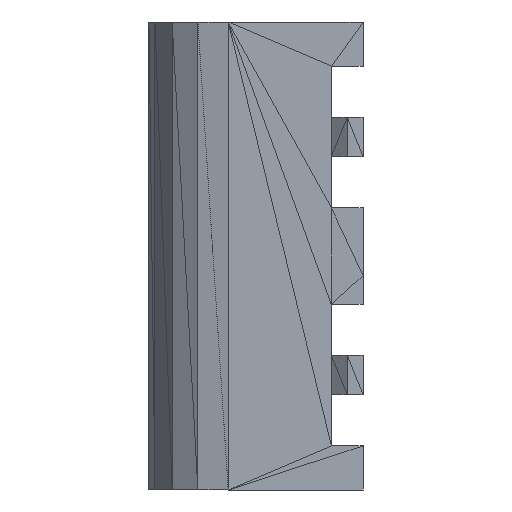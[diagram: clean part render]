
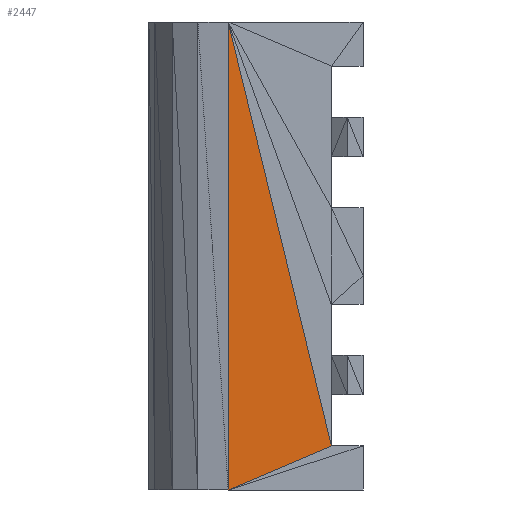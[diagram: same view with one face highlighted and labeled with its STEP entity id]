
A CAD part, left-side view. The second image highlights one B-rep face of the part: STEP entity #2447.
In plain terms, the highlighted planar face has unit normal (-1, 0, 0).
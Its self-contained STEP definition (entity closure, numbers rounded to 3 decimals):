
#2105 = VERTEX_POINT('',#2106);
#2106 = CARTESIAN_POINT('',(-1.457,0.669,
    -1.161));
#2337 = VERTEX_POINT('',#2338);
#2338 = CARTESIAN_POINT('',(-1.457,0.669,
    1.161));
#2428 = EDGE_CURVE('',#2429,#2105,#2431,.T.);
#2429 = VERTEX_POINT('',#2430);
#2430 = CARTESIAN_POINT('',(-1.457,0.157,
    -0.942));
#2431 = LINE('',#2432,#2433);
#2432 = CARTESIAN_POINT('',(-1.457,0.157,
    -0.942));
#2433 = VECTOR('',#2434,1.);
#2434 = DIRECTION('',(0.,0.919,-0.393));
#2447 = ADVANCED_FACE('',(#2448),#2463,.T.);
#2448 = FACE_BOUND('',#2449,.T.);
#2449 = EDGE_LOOP('',(#2450,#2456,#2457));
#2450 = ORIENTED_EDGE('',*,*,#2451,.T.);
#2451 = EDGE_CURVE('',#2337,#2105,#2452,.T.);
#2452 = LINE('',#2453,#2454);
#2453 = CARTESIAN_POINT('',(-1.457,0.669,
    1.161));
#2454 = VECTOR('',#2455,1.);
#2455 = DIRECTION('',(0.,0.,-1.));
#2456 = ORIENTED_EDGE('',*,*,#2428,.F.);
#2457 = ORIENTED_EDGE('',*,*,#2458,.T.);
#2458 = EDGE_CURVE('',#2429,#2337,#2459,.T.);
#2459 = LINE('',#2460,#2461);
#2460 = CARTESIAN_POINT('',(-1.457,0.157,
    -0.942));
#2461 = VECTOR('',#2462,1.);
#2462 = DIRECTION('',(0.,0.236,0.972));
#2463 = PLANE('',#2464);
#2464 = AXIS2_PLACEMENT_3D('',#2465,#2466,#2467);
#2465 = CARTESIAN_POINT('',(-1.457,0.531,
    -0.069));
#2466 = DIRECTION('',(-1.,-0.,-0.));
#2467 = DIRECTION('',(0.,0.,-1.));
